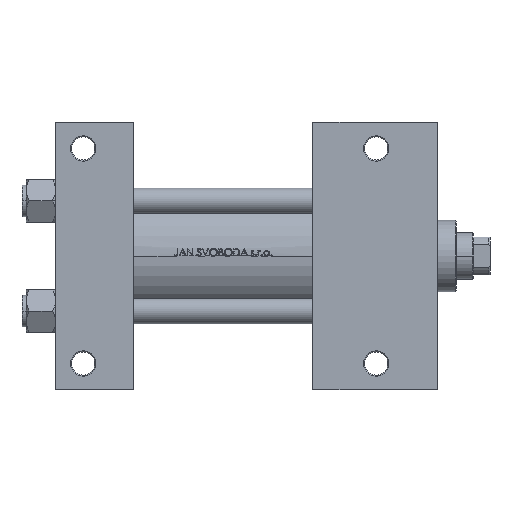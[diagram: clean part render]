
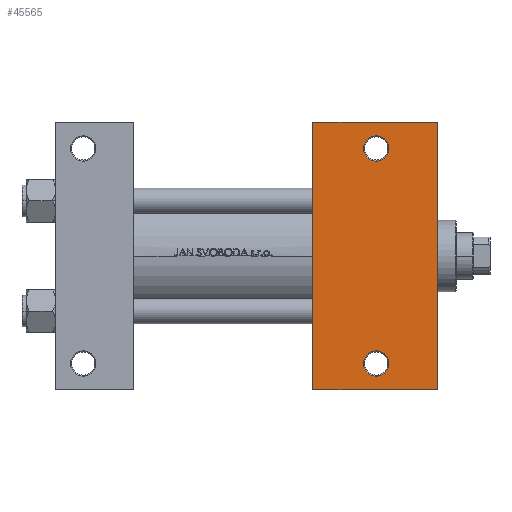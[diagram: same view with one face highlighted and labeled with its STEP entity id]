
A CAD part, front view. The second image highlights one B-rep face of the part: STEP entity #45565.
In plain terms, the highlighted face is planar.
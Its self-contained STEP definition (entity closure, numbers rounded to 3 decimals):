
#42 = DIRECTION ( 'NONE',  ( 0., -1., 0. ) ) ;
#2164 = CIRCLE ( 'NONE', #24452, 5.999 ) ;
#2321 = DIRECTION ( 'NONE',  ( -1., 0., 0. ) ) ;
#2518 = PLANE ( 'NONE',  #8485 ) ;
#2529 = ORIENTED_EDGE ( 'NONE', *, *, #21332, .T. ) ;
#4121 = LINE ( 'NONE', #27039, #48163 ) ;
#4363 = AXIS2_PLACEMENT_3D ( 'NONE', #17512, #16541, #47663 ) ;
#4381 = LINE ( 'NONE', #8113, #30702 ) ;
#5072 = EDGE_CURVE ( 'NONE', #46432, #44827, #15274, .T. ) ;
#5545 = EDGE_LOOP ( 'NONE', ( #10792, #38693, #12161, #2529 ) ) ;
#6118 = LINE ( 'NONE', #28034, #10720 ) ;
#6155 = EDGE_CURVE ( 'NONE', #37751, #39664, #11248, .T. ) ;
#6988 = AXIS2_PLACEMENT_3D ( 'NONE', #17127, #44277, #28591 ) ;
#7239 = ORIENTED_EDGE ( 'NONE', *, *, #47732, .T. ) ;
#7710 = VERTEX_POINT ( 'NONE', #23547 ) ;
#8113 = CARTESIAN_POINT ( 'NONE',  ( 122., -63.5, -37.5 ) ) ;
#8485 = AXIS2_PLACEMENT_3D ( 'NONE', #39873, #44125, #48338 ) ;
#9377 = CIRCLE ( 'NONE', #6988, 5.999 ) ;
#9696 = EDGE_LOOP ( 'NONE', ( #39678, #41417 ) ) ;
#10720 = VECTOR ( 'NONE', #43972, 1000. ) ;
#10792 = ORIENTED_EDGE ( 'NONE', *, *, #6155, .F. ) ;
#11248 = LINE ( 'NONE', #26443, #45428 ) ;
#12042 = VERTEX_POINT ( 'NONE', #43646 ) ;
#12161 = ORIENTED_EDGE ( 'NONE', *, *, #20347, .T. ) ;
#13113 = CIRCLE ( 'NONE', #4363, 5.999 ) ;
#13241 = FACE_BOUND ( 'NONE', #43857, .T. ) ;
#15100 = EDGE_CURVE ( 'NONE', #44827, #46432, #13113, .T. ) ;
#15274 = CIRCLE ( 'NONE', #16105, 5.999 ) ;
#16105 = AXIS2_PLACEMENT_3D ( 'NONE', #17504, #32935, #2321 ) ;
#16541 = DIRECTION ( 'NONE',  ( 0., 0., 1. ) ) ;
#17127 = CARTESIAN_POINT ( 'NONE',  ( 152., 51., -37.5 ) ) ;
#17504 = CARTESIAN_POINT ( 'NONE',  ( 152., -51., -37.5 ) ) ;
#17512 = CARTESIAN_POINT ( 'NONE',  ( 152., -51., -37.5 ) ) ;
#17827 = VERTEX_POINT ( 'NONE', #44870 ) ;
#18880 = CARTESIAN_POINT ( 'NONE',  ( 122., -63.5, -37.5 ) ) ;
#19988 = CARTESIAN_POINT ( 'NONE',  ( 122., 63.5, -37.5 ) ) ;
#20347 = EDGE_CURVE ( 'NONE', #7710, #17827, #4121, .T. ) ;
#21332 = EDGE_CURVE ( 'NONE', #17827, #39664, #4381, .T. ) ;
#23547 = CARTESIAN_POINT ( 'NONE',  ( 181., 63.5, -37.5 ) ) ;
#24452 = AXIS2_PLACEMENT_3D ( 'NONE', #46886, #27208, #35662 ) ;
#26443 = CARTESIAN_POINT ( 'NONE',  ( 122., 37.5, -37.5 ) ) ;
#27039 = CARTESIAN_POINT ( 'NONE',  ( 181., 37.5, -37.5 ) ) ;
#27208 = DIRECTION ( 'NONE',  ( 0., 0., 1. ) ) ;
#28034 = CARTESIAN_POINT ( 'NONE',  ( 122., 63.5, -37.5 ) ) ;
#28591 = DIRECTION ( 'NONE',  ( -1., 0., 0. ) ) ;
#29186 = CARTESIAN_POINT ( 'NONE',  ( 146.001, -51., -37.5 ) ) ;
#30702 = VECTOR ( 'NONE', #46217, 1000. ) ;
#32935 = DIRECTION ( 'NONE',  ( 0., 0., 1. ) ) ;
#34372 = VERTEX_POINT ( 'NONE', #39560 ) ;
#35662 = DIRECTION ( 'NONE',  ( -1., 0., 0. ) ) ;
#36648 = EDGE_CURVE ( 'NONE', #37751, #7710, #6118, .T. ) ;
#36876 = FACE_BOUND ( 'NONE', #9696, .T. ) ;
#37751 = VERTEX_POINT ( 'NONE', #19988 ) ;
#38693 = ORIENTED_EDGE ( 'NONE', *, *, #36648, .T. ) ;
#39560 = CARTESIAN_POINT ( 'NONE',  ( 157.999, 51., -37.5 ) ) ;
#39664 = VERTEX_POINT ( 'NONE', #18880 ) ;
#39678 = ORIENTED_EDGE ( 'NONE', *, *, #5072, .T. ) ;
#39873 = CARTESIAN_POINT ( 'NONE',  ( 181., 37.5, -37.5 ) ) ;
#40492 = CARTESIAN_POINT ( 'NONE',  ( 157.999, -51., -37.5 ) ) ;
#41417 = ORIENTED_EDGE ( 'NONE', *, *, #15100, .T. ) ;
#42716 = DIRECTION ( 'NONE',  ( 0., -1., 0. ) ) ;
#43630 = FACE_OUTER_BOUND ( 'NONE', #5545, .T. ) ;
#43646 = CARTESIAN_POINT ( 'NONE',  ( 146.001, 51., -37.5 ) ) ;
#43857 = EDGE_LOOP ( 'NONE', ( #7239, #47868 ) ) ;
#43972 = DIRECTION ( 'NONE',  ( 1., 0., 0. ) ) ;
#44125 = DIRECTION ( 'NONE',  ( 0., 0., -1. ) ) ;
#44277 = DIRECTION ( 'NONE',  ( 0., 0., 1. ) ) ;
#44827 = VERTEX_POINT ( 'NONE', #40492 ) ;
#44870 = CARTESIAN_POINT ( 'NONE',  ( 181., -63.5, -37.5 ) ) ;
#45428 = VECTOR ( 'NONE', #42, 1000. ) ;
#45565 = ADVANCED_FACE ( 'NONE', ( #13241, #36876, #43630 ), #2518, .T. ) ;
#46204 = EDGE_CURVE ( 'NONE', #34372, #12042, #2164, .T. ) ;
#46217 = DIRECTION ( 'NONE',  ( -1., 0., 0. ) ) ;
#46432 = VERTEX_POINT ( 'NONE', #29186 ) ;
#46886 = CARTESIAN_POINT ( 'NONE',  ( 152., 51., -37.5 ) ) ;
#47663 = DIRECTION ( 'NONE',  ( -1., 0., 0. ) ) ;
#47732 = EDGE_CURVE ( 'NONE', #12042, #34372, #9377, .T. ) ;
#47868 = ORIENTED_EDGE ( 'NONE', *, *, #46204, .T. ) ;
#48163 = VECTOR ( 'NONE', #42716, 1000. ) ;
#48338 = DIRECTION ( 'NONE',  ( -1., 0., 0. ) ) ;
